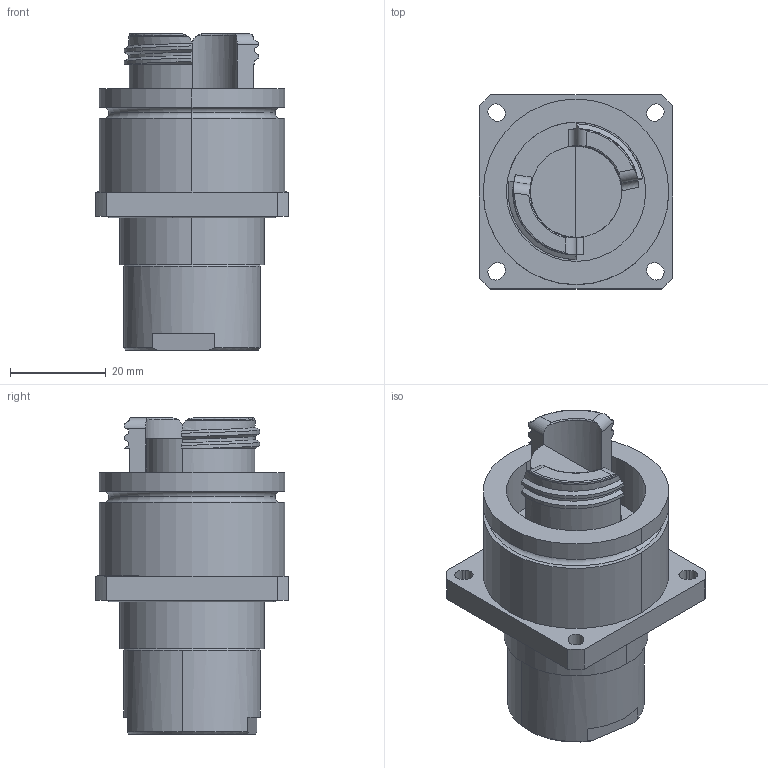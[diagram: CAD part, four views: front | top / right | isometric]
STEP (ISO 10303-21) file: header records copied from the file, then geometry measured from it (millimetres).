
FILE_DESCRIPTION (( 'STEP AP203' ), '1' );
FILE_NAME ('Size 17 Hermaphroditic Flange.STEP', '2019-03-27T18:41:20', ( '' ), ( '' ), 'SwSTEP 2.0', 'SolidWorks 2019', '' );
FILE_SCHEMA (( 'CONFIG_CONTROL_DESIGN' ));
Length unit declared in the file: inch
Products named in the file (1): Size 17 Hermaphroditic Flange
Bounding box: 40.51 x 40.51 x 66.04 mm (x, y, z)
Volume: 50089.8 mm3; surface area: 14089.1 mm2
Topology: 1 solids, 3 shells, 143 faces, 368 edges, 243 vertices
Faces by surface type: cylinder 59, plane 52, bspline 14, torus 10, cone 8
Entity records: 6311 total; most frequent: CARTESIAN_POINT 2856, ORIENTED_EDGE 736, DIRECTION 672, EDGE_CURVE 368, AXIS2_PLACEMENT_3D 260, VERTEX_POINT 243, EDGE_LOOP 163, VECTOR 152
